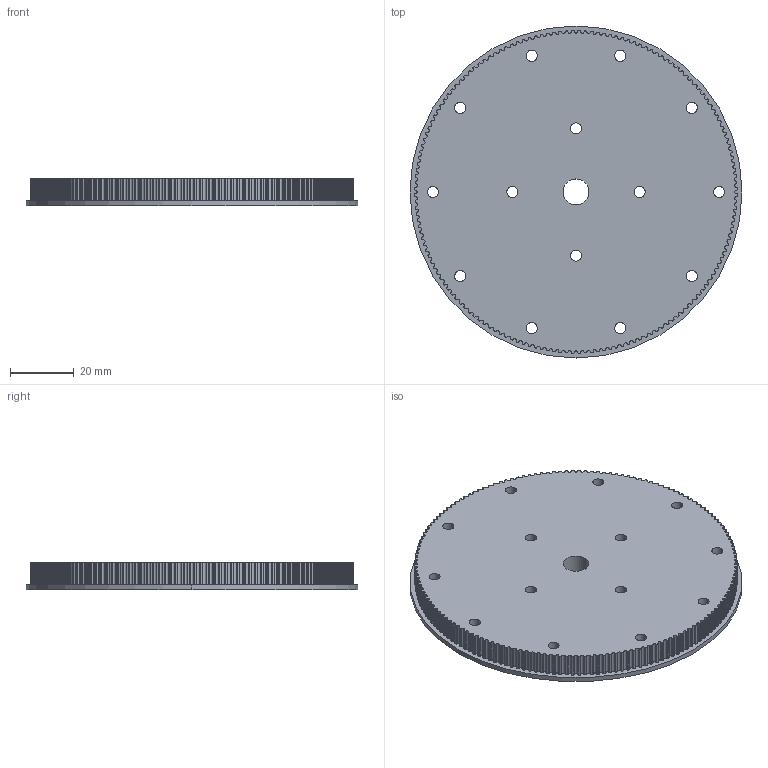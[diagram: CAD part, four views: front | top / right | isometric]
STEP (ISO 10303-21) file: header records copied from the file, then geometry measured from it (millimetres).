
FILE_DESCRIPTION (( 'STEP AP214' ), '1' );
FILE_NAME ('gt2 pulley.STEP', '2025-04-05T20:08:36', ( '' ), ( '' ), 'SwSTEP 2.0', 'SolidWorks 2025', '' );
FILE_SCHEMA (( 'AUTOMOTIVE_DESIGN' ));
Length unit declared in the file: millimetre
Products named in the file (1): gt2 pulley
Bounding box: 104.36 x 104.36 x 8.5 mm (x, y, z)
Volume: 66834.2 mm3; surface area: 21894.5 mm2
Topology: 1 solids, 1 shells, 1168 faces, 3495 edges, 2330 vertices
Faces by surface type: cylinder 1137, cone 28, plane 3
Entity records: 41432 total; most frequent: DIRECTION 8051, CARTESIAN_POINT 7702, ORIENTED_EDGE 6990, EDGE_CURVE 3495, AXIS2_PLACEMENT_3D 3443, VERTEX_POINT 2330, CIRCLE 2274, EDGE_LOOP 1199
